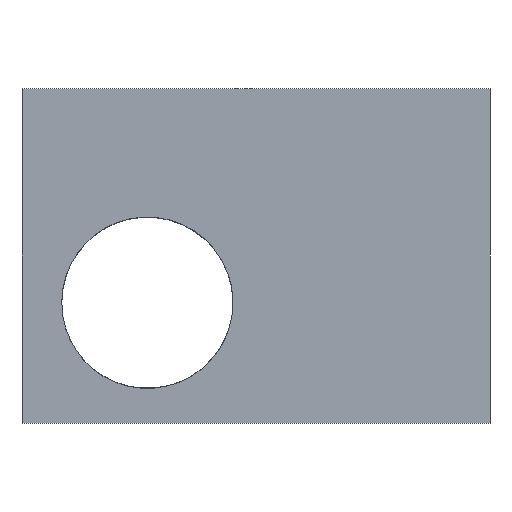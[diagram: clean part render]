
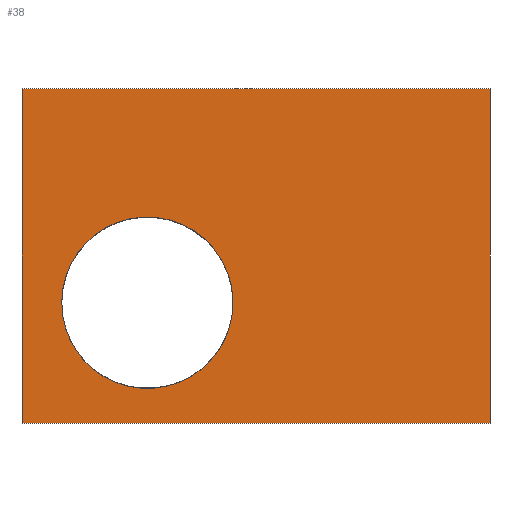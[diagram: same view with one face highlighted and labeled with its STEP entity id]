
A CAD part, top view. The second image highlights one B-rep face of the part: STEP entity #38.
In plain terms, the highlighted free-form (B-spline) face has degree [1, 1] with [2, 2] control points.
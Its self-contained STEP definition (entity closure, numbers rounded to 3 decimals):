
#11=FACE_BOUND('',#43,.T.);
#12=B_SPLINE_SURFACE_WITH_KNOTS('',1,1,((#186,#187),(#188,#189)),
 .UNSPECIFIED.,.F.,.F.,.F.,(2,2),(2,2),(0.,35.),(0.,25.),.UNSPECIFIED.);
#38=ADVANCED_FACE('',(#40,#11),#12,.T.);
#40=FACE_OUTER_BOUND('',#42,.T.);
#42=EDGE_LOOP('',(#48,#49,#50,#51));
#43=EDGE_LOOP('',(#52));
#48=ORIENTED_EDGE('',*,*,#94,.T.);
#49=ORIENTED_EDGE('',*,*,#95,.T.);
#50=ORIENTED_EDGE('',*,*,#96,.T.);
#51=ORIENTED_EDGE('',*,*,#97,.T.);
#52=ORIENTED_EDGE('',*,*,#98,.T.);
#57=PCURVE('',#12,#66);
#58=PCURVE('',#12,#67);
#59=PCURVE('',#12,#68);
#60=PCURVE('',#12,#69);
#61=PCURVE('',#12,#70);
#66=DEFINITIONAL_REPRESENTATION('',(#76),#230);
#67=DEFINITIONAL_REPRESENTATION('',(#78),#230);
#68=DEFINITIONAL_REPRESENTATION('',(#80),#230);
#69=DEFINITIONAL_REPRESENTATION('',(#82),#230);
#70=DEFINITIONAL_REPRESENTATION('',(#103),#230);
#75=B_SPLINE_CURVE_WITH_KNOTS('',1,(#195,#196),.UNSPECIFIED.,.F.,.F.,(2,
2),(0.,35.),.UNSPECIFIED.);
#76=B_SPLINE_CURVE_WITH_KNOTS('',1,(#197,#198),.UNSPECIFIED.,.F.,.F.,(2,
2),(0.,35.),.UNSPECIFIED.);
#77=B_SPLINE_CURVE_WITH_KNOTS('',1,(#199,#200),.UNSPECIFIED.,.F.,.F.,(2,
2),(0.,25.),.UNSPECIFIED.);
#78=B_SPLINE_CURVE_WITH_KNOTS('',1,(#201,#202),.UNSPECIFIED.,.F.,.F.,(2,
2),(0.,25.),.UNSPECIFIED.);
#79=B_SPLINE_CURVE_WITH_KNOTS('',1,(#203,#204),.UNSPECIFIED.,.F.,.F.,(2,
2),(-35.,0.),.UNSPECIFIED.);
#80=B_SPLINE_CURVE_WITH_KNOTS('',1,(#205,#206),.UNSPECIFIED.,.F.,.F.,(2,
2),(-35.,0.),.UNSPECIFIED.);
#81=B_SPLINE_CURVE_WITH_KNOTS('',1,(#207,#208),.UNSPECIFIED.,.F.,.F.,(2,
2),(-25.,0.),.UNSPECIFIED.);
#82=B_SPLINE_CURVE_WITH_KNOTS('',1,(#209,#210),.UNSPECIFIED.,.F.,.F.,(2,
2),(-25.,0.),.UNSPECIFIED.);
#86=SURFACE_CURVE('',#75,(#57),.PCURVE_S1.);
#87=SURFACE_CURVE('',#77,(#58),.PCURVE_S1.);
#88=SURFACE_CURVE('',#79,(#59),.PCURVE_S1.);
#89=SURFACE_CURVE('',#81,(#60),.PCURVE_S1.);
#90=SURFACE_CURVE('',#102,(#61),.PCURVE_S1.);
#94=EDGE_CURVE('',#106,#107,#86,.T.);
#95=EDGE_CURVE('',#107,#108,#87,.T.);
#96=EDGE_CURVE('',#108,#109,#88,.T.);
#97=EDGE_CURVE('',#109,#106,#89,.T.);
#98=EDGE_CURVE('',#110,#110,#90,.T.);
#102=(
BOUNDED_CURVE()
B_SPLINE_CURVE(2,(#211,#212,#213,#214,#215,#216,#217,#218,#219),
 .UNSPECIFIED.,.T.,.F.)
B_SPLINE_CURVE_WITH_KNOTS((3,2,2,2,3),(0.,10.058,20.116,
30.174,40.232),.UNSPECIFIED.)
CURVE()
GEOMETRIC_REPRESENTATION_ITEM()
RATIONAL_B_SPLINE_CURVE((1.,0.707,1.,0.707,1.,0.707,
1.,0.707,1.))
REPRESENTATION_ITEM('')
);
#103=(
BOUNDED_CURVE()
B_SPLINE_CURVE(2,(#220,#221,#222,#223,#224,#225,#226,#227,#228),
 .UNSPECIFIED.,.T.,.F.)
B_SPLINE_CURVE_WITH_KNOTS((3,2,2,2,3),(0.,10.058,20.116,
30.174,40.232),.UNSPECIFIED.)
CURVE()
GEOMETRIC_REPRESENTATION_ITEM()
RATIONAL_B_SPLINE_CURVE((1.,0.707,1.,0.707,1.,0.707,
1.,0.707,1.))
REPRESENTATION_ITEM('')
);
#106=VERTEX_POINT('',#190);
#107=VERTEX_POINT('',#191);
#108=VERTEX_POINT('',#192);
#109=VERTEX_POINT('',#193);
#110=VERTEX_POINT('',#194);
#186=CARTESIAN_POINT('',(-20.,-10.,0.));
#187=CARTESIAN_POINT('',(-20.,15.,0.));
#188=CARTESIAN_POINT('',(15.,-10.,0.));
#189=CARTESIAN_POINT('',(15.,15.,0.));
#190=CARTESIAN_POINT('',(-20.,-10.,0.));
#191=CARTESIAN_POINT('',(15.,-10.,0.));
#192=CARTESIAN_POINT('',(15.,15.,0.));
#193=CARTESIAN_POINT('',(-20.,15.,0.));
#194=CARTESIAN_POINT('',(-5.624,3.,0.));
#195=CARTESIAN_POINT('',(-20.,-10.,0.));
#196=CARTESIAN_POINT('',(15.,-10.,0.));
#197=CARTESIAN_POINT('',(0.,0.));
#198=CARTESIAN_POINT('',(35.,0.));
#199=CARTESIAN_POINT('',(15.,-10.,0.));
#200=CARTESIAN_POINT('',(15.,15.,0.));
#201=CARTESIAN_POINT('',(35.,0.));
#202=CARTESIAN_POINT('',(35.,25.));
#203=CARTESIAN_POINT('',(15.,15.,0.));
#204=CARTESIAN_POINT('',(-20.,15.,0.));
#205=CARTESIAN_POINT('',(35.,25.));
#206=CARTESIAN_POINT('',(0.,25.));
#207=CARTESIAN_POINT('',(-20.,15.,0.));
#208=CARTESIAN_POINT('',(-20.,-10.,0.));
#209=CARTESIAN_POINT('',(0.,25.));
#210=CARTESIAN_POINT('',(0.,0.));
#211=CARTESIAN_POINT('',(-5.624,3.,0.));
#212=CARTESIAN_POINT('',(-1.624,-2.,0.));
#213=CARTESIAN_POINT('',(-6.624,-6.,0.));
#214=CARTESIAN_POINT('',(-11.624,-10.,0.));
#215=CARTESIAN_POINT('',(-15.624,-5.,0.));
#216=CARTESIAN_POINT('',(-19.624,0.,0.));
#217=CARTESIAN_POINT('',(-14.624,4.,0.));
#218=CARTESIAN_POINT('',(-9.624,8.,0.));
#219=CARTESIAN_POINT('',(-5.624,3.,0.));
#220=CARTESIAN_POINT('',(14.376,13.));
#221=CARTESIAN_POINT('',(18.376,8.));
#222=CARTESIAN_POINT('',(13.376,4.));
#223=CARTESIAN_POINT('',(8.376,0.));
#224=CARTESIAN_POINT('',(4.376,5.));
#225=CARTESIAN_POINT('',(0.376,10.));
#226=CARTESIAN_POINT('',(5.376,14.));
#227=CARTESIAN_POINT('',(10.376,18.));
#228=CARTESIAN_POINT('',(14.376,13.));
#230=(
GEOMETRIC_REPRESENTATION_CONTEXT(2)
PARAMETRIC_REPRESENTATION_CONTEXT()
REPRESENTATION_CONTEXT('pspace','')
);
